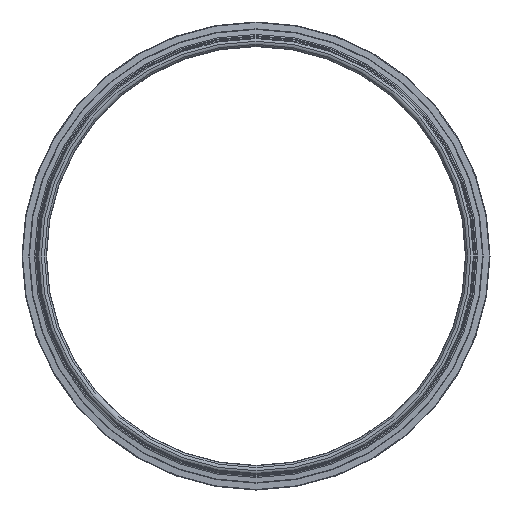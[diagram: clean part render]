
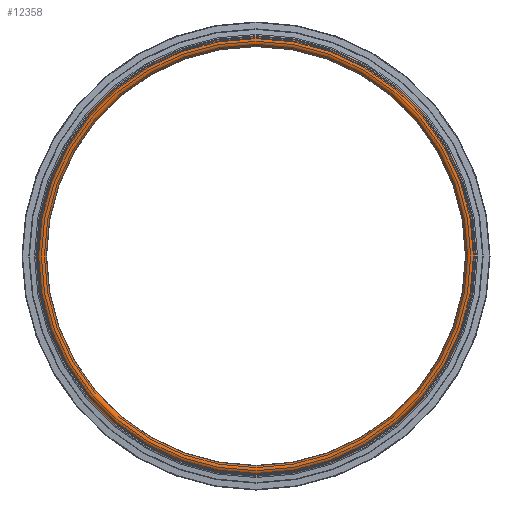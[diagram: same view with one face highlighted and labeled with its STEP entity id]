
A CAD part, front view. The second image highlights one B-rep face of the part: STEP entity #12358.
In plain terms, the highlighted toroidal (fillet/blend) face has major radius 77.64 mm and minor radius 1.76 mm.
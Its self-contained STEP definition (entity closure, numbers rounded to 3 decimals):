
#12316=CARTESIAN_POINT('',(79.4,1.06,0.0));
#12317=VERTEX_POINT('',#12316);
#12318=CARTESIAN_POINT('',(0.0,1.06,0.0));
#12319=DIRECTION('',(0.0,-1.0,0.0));
#12320=DIRECTION('',(1.0,0.0,0.0));
#12321=AXIS2_PLACEMENT_3D('',#12318,#12319,#12320);
#12322=CIRCLE('',#12321,79.4);
#12323=EDGE_CURVE('',#12317,#12317,#12322,.T.);
#12339=CARTESIAN_POINT('',(0.0,1.06,0.0));
#12340=DIRECTION('',(0.0,-1.0,0.0));
#12341=DIRECTION('',(0.0,0.0,-1.0));
#12342=AXIS2_PLACEMENT_3D('',#12339,#12340,#12341);
#12343=TOROIDAL_SURFACE('',#12342,77.64,1.76);
#12344=CARTESIAN_POINT('',(75.88,1.06,0.0));
#12345=VERTEX_POINT('',#12344);
#12346=CARTESIAN_POINT('',(0.0,1.06,0.0));
#12347=DIRECTION('',(0.0,-1.0,0.0));
#12348=DIRECTION('',(1.0,0.0,0.0));
#12349=AXIS2_PLACEMENT_3D('',#12346,#12347,#12348);
#12350=CIRCLE('',#12349,75.88);
#12351=EDGE_CURVE('',#12345,#12345,#12350,.T.);
#12352=ORIENTED_EDGE('',*,*,#12351,.F.);
#12353=EDGE_LOOP('',(#12352));
#12354=FACE_OUTER_BOUND('',#12353,.T.);
#12355=ORIENTED_EDGE('',*,*,#12323,.T.);
#12356=EDGE_LOOP('',(#12355));
#12357=FACE_BOUND('',#12356,.T.);
#12358=ADVANCED_FACE('',(#12354,#12357),#12343,.T.);
